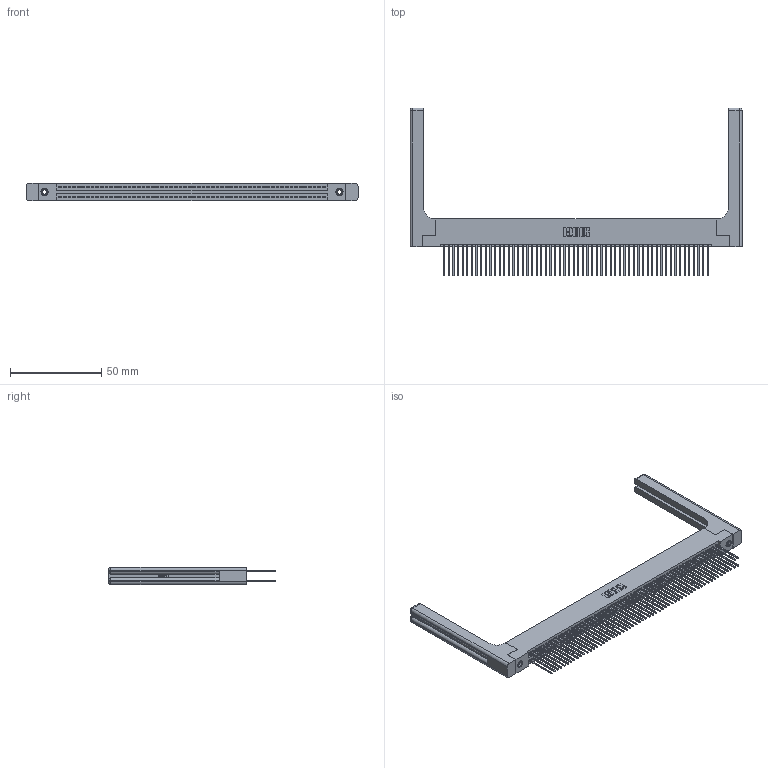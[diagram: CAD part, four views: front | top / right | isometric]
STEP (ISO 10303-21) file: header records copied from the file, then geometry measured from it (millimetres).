
FILE_DESCRIPTION (( 'STEP AP203' ), '1' );
FILE_NAME ('395-116-542-258.STEP', '2019-10-27T21:22:44', ( '' ), ( '' ), 'SwSTEP 2.0', 'SolidWorks 2016', '' );
FILE_SCHEMA (( 'CONFIG_CONTROL_DESIGN' ));
Length unit declared in the file: inch
Products named in the file (5): 345-220-058_345-220-058; 395-116-542-258; 345 Part_Flush Mounting Lugs - 0.156 Dia-TH; 345-292-001_345-293-142; 345-250-001_345-250-001-102
Assembly tree (121 placements, depth 2):
  395-116-542-258
    345 Part_Flush Mounting Lugs - 0.156 Dia-TH
    345-292-001_345-293-142  x116
    345-250-001_345-250-001-102  x2
    345-220-058_345-220-058  x2
Bounding box: 182.35 x 92.25 x 9.4 mm (x, y, z)
Volume: 26877.7 mm3; surface area: 35097.9 mm2
Topology: 121 solids, 121 shells, 6182 faces, 18291 edges, 12018 vertices
Faces by surface type: plane 4056, cylinder 2066, bspline 36, cone 12, sphere 8, torus 4
Entity records: 48554 total; most frequent: CARTESIAN_POINT 9117, ORIENTED_EDGE 7848, DIRECTION 6952, EDGE_CURVE 3924, VECTOR 3468, LINE 3468, VERTEX_POINT 2606, AXIS2_PLACEMENT_3D 1742
